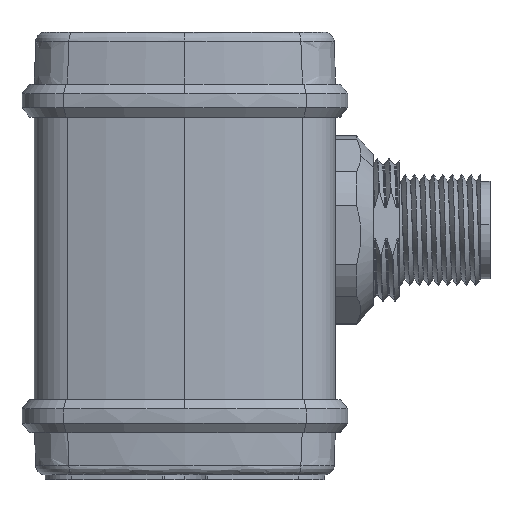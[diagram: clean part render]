
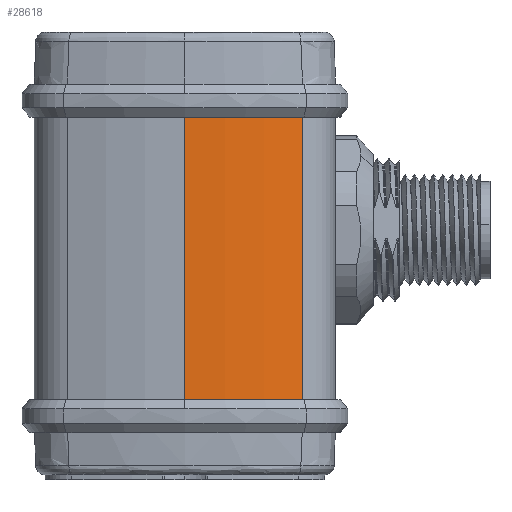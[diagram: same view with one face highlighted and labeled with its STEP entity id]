
A CAD part, left-side view. The second image highlights one B-rep face of the part: STEP entity #28618.
In plain terms, the highlighted cylindrical face has radius 42 mm (diameter 84 mm), a partial arc.
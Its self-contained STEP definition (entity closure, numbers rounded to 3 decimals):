
#388 = CARTESIAN_POINT ( 'NONE',  ( 3.568, 21.147, 71.489 ) ) ;
#1535 = CIRCLE ( 'NONE', #41968, 42. ) ;
#2451 = LINE ( 'NONE', #7102, #40076 ) ;
#2812 = CARTESIAN_POINT ( 'NONE',  ( -36.533, 8.661, -20.034 ) ) ;
#3918 = DIRECTION ( 'NONE',  ( 0., 0., -1. ) ) ;
#4720 = VECTOR ( 'NONE', #45288, 1000. ) ;
#7102 = CARTESIAN_POINT ( 'NONE',  ( -38.432, 21.147, 71.489 ) ) ;
#9812 = DIRECTION ( 'NONE',  ( 0., 0., -1. ) ) ;
#10992 = ORIENTED_EDGE ( 'NONE', *, *, #23223, .T. ) ;
#13759 = CARTESIAN_POINT ( 'NONE',  ( -38.432, 21.147, -50.034 ) ) ;
#15021 = EDGE_CURVE ( 'Defeatured_2_229+Defeatured_2_138+Defeatured_2_219+Defeatured_2_138', #30289, #40823, #1535, .T. ) ;
#15330 = CARTESIAN_POINT ( 'NONE',  ( -36.533, 8.661, -50.034 ) ) ;
#15956 = DIRECTION ( 'NONE',  ( -1., 0., 0. ) ) ;
#16226 = ORIENTED_EDGE ( 'NONE', *, *, #15021, .F. ) ;
#17393 = DIRECTION ( 'NONE',  ( 0., 0., -1. ) ) ;
#17913 = CYLINDRICAL_SURFACE ( 'NONE', #20930, 42. ) ;
#18035 = CARTESIAN_POINT ( 'NONE',  ( -38.432, 21.147, -20.034 ) ) ;
#18617 = CARTESIAN_POINT ( 'NONE',  ( -36.533, 8.661, 71.489 ) ) ;
#20930 = AXIS2_PLACEMENT_3D ( 'NONE', #388, #3918, #15956 ) ;
#21517 = CIRCLE ( 'NONE', #41414, 42. ) ;
#22076 = EDGE_CURVE ( 'NONE', #27372, #40823, #2451, .T. ) ;
#23223 = EDGE_CURVE ( 'Defeatured_2_229+Defeatured_2_201+Defeatured_2_218+Defeatured_2_219', #43409, #27372, #21517, .T. ) ;
#24625 = DIRECTION ( 'NONE',  ( 1., 0., 0. ) ) ;
#24783 = CARTESIAN_POINT ( 'NONE',  ( 3.568, 21.147, -50.034 ) ) ;
#26797 = LINE ( 'NONE', #18617, #4720 ) ;
#27372 = VERTEX_POINT ( 'NONE', #18035 ) ;
#28618 = ADVANCED_FACE ( 'Defeatured_2_229', ( #44747 ), #17913, .T. ) ;
#30289 = VERTEX_POINT ( 'NONE', #15330 ) ;
#31995 = EDGE_LOOP ( 'NONE', ( #10992, #42518, #16226, #39373 ) ) ;
#33472 = DIRECTION ( 'NONE',  ( 0., 0., -1. ) ) ;
#35569 = EDGE_CURVE ( 'Defeatured_2_218+Defeatured_2_229+Defeatured_2_201+Defeatured_2_138', #43409, #30289, #26797, .T. ) ;
#39373 = ORIENTED_EDGE ( 'NONE', *, *, #35569, .F. ) ;
#40076 = VECTOR ( 'NONE', #33472, 1000. ) ;
#40823 = VERTEX_POINT ( 'NONE', #13759 ) ;
#41414 = AXIS2_PLACEMENT_3D ( 'NONE', #43374, #17393, #47742 ) ;
#41968 = AXIS2_PLACEMENT_3D ( 'NONE', #24783, #9812, #24625 ) ;
#42518 = ORIENTED_EDGE ( 'NONE', *, *, #22076, .T. ) ;
#43374 = CARTESIAN_POINT ( 'NONE',  ( 3.568, 21.147, -20.034 ) ) ;
#43409 = VERTEX_POINT ( 'NONE', #2812 ) ;
#44747 = FACE_OUTER_BOUND ( 'NONE', #31995, .T. ) ;
#45288 = DIRECTION ( 'NONE',  ( 0., 0., -1. ) ) ;
#47742 = DIRECTION ( 'NONE',  ( -1., 0., 0. ) ) ;
